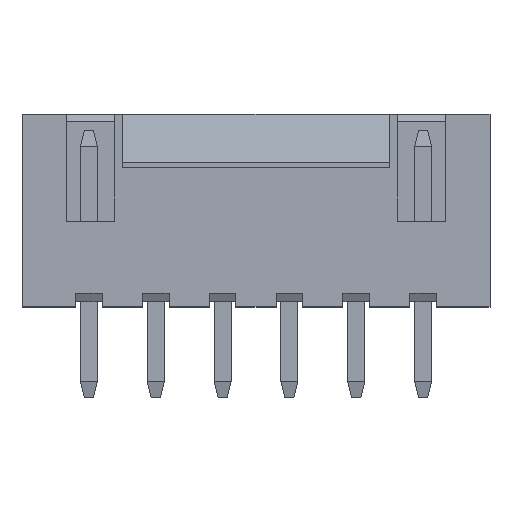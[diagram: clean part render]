
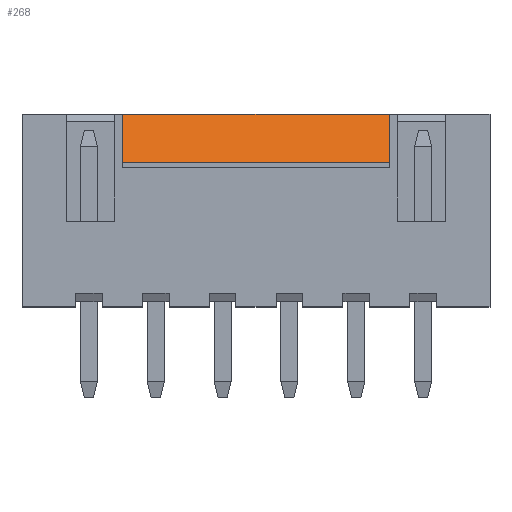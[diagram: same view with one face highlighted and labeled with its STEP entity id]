
A CAD part, top view. The second image highlights one B-rep face of the part: STEP entity #268.
In plain terms, the highlighted planar face has unit normal (0, 0.364, 0.931).
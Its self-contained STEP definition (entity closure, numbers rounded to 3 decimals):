
#268=ADVANCED_FACE('',(#778),#779,.T.);
#778=FACE_OUTER_BOUND('',#1338,.T.);
#779=PLANE('',#1339);
#1338=EDGE_LOOP('',(#3290,#3291,#3292,#3293,#3294,#3295,#3296));
#1339=AXIS2_PLACEMENT_3D('',#3297,#3298,#3299);
#3290=ORIENTED_EDGE('',*,*,#4313,.T.);
#3291=ORIENTED_EDGE('',*,*,#4312,.T.);
#3292=ORIENTED_EDGE('',*,*,#4314,.T.);
#3293=ORIENTED_EDGE('',*,*,#4315,.F.);
#3294=ORIENTED_EDGE('',*,*,#4316,.F.);
#3295=ORIENTED_EDGE('',*,*,#4310,.F.);
#3296=ORIENTED_EDGE('',*,*,#4309,.F.);
#3297=CARTESIAN_POINT('',(-2.5,7.203,0.0));
#3298=DIRECTION('',(0.0,0.364,0.931));
#3299=DIRECTION('',(1.0,-0.0,0.0));
#4309=EDGE_CURVE('',#5436,#5437,#5438,.T.);
#4310=EDGE_CURVE('',#5437,#4574,#5439,.T.);
#4312=EDGE_CURVE('',#5441,#4580,#5442,.T.);
#4313=EDGE_CURVE('',#5436,#5441,#5443,.T.);
#4314=EDGE_CURVE('',#4580,#5444,#5445,.T.);
#4315=EDGE_CURVE('',#5446,#5444,#5447,.T.);
#4316=EDGE_CURVE('',#4574,#5446,#5448,.T.);
#4574=VERTEX_POINT('',#5822);
#4580=VERTEX_POINT('',#5831);
#5436=VERTEX_POINT('',#7209);
#5437=VERTEX_POINT('',#7210);
#5438=LINE('',#7211,#7212);
#5439=LINE('',#7213,#7214);
#5441=VERTEX_POINT('',#7217);
#5442=LINE('',#7218,#7219);
#5443=LINE('',#7220,#7221);
#5444=VERTEX_POINT('',#7222);
#5445=LINE('',#7223,#7224);
#5446=VERTEX_POINT('',#7225);
#5447=LINE('',#7226,#7227);
#5448=LINE('',#7228,#7229);
#5822=CARTESIAN_POINT('',(2.5,7.2,0.));
#5831=CARTESIAN_POINT('',(-7.5,7.2,0.));
#7209=CARTESIAN_POINT('',(-2.5,7.203,0.0));
#7210=CARTESIAN_POINT('',(2.5,7.203,0.0));
#7211=CARTESIAN_POINT('',(-2.5,7.203,0.0));
#7212=VECTOR('',#8113,5.0);
#7213=CARTESIAN_POINT('',(2.5,7.203,0.0));
#7214=VECTOR('',#8114,0.003);
#7217=CARTESIAN_POINT('',(-7.5,7.203,0.0));
#7218=CARTESIAN_POINT('',(-7.5,7.203,0.0));
#7219=VECTOR('',#8116,0.003);
#7220=CARTESIAN_POINT('',(-2.5,7.203,0.0));
#7221=VECTOR('',#8117,5.0);
#7222=CARTESIAN_POINT('',(-7.5,5.402,0.704));
#7223=CARTESIAN_POINT('',(-7.5,7.2,0.));
#7224=VECTOR('',#8118,1.931);
#7225=CARTESIAN_POINT('',(2.5,5.402,0.704));
#7226=CARTESIAN_POINT('',(2.5,5.402,0.704));
#7227=VECTOR('',#8119,10.0);
#7228=CARTESIAN_POINT('',(2.5,7.2,0.));
#7229=VECTOR('',#8120,1.931);
#8113=DIRECTION('',(1.0,0.0,0.0));
#8114=DIRECTION('',(0.0,-0.998,0.07));
#8116=DIRECTION('',(0.0,-0.998,0.07));
#8117=DIRECTION('',(-1.0,0.0,0.0));
#8118=DIRECTION('',(0.0,-0.931,0.365));
#8119=DIRECTION('',(-1.0,0.0,0.0));
#8120=DIRECTION('',(0.0,-0.931,0.365));
